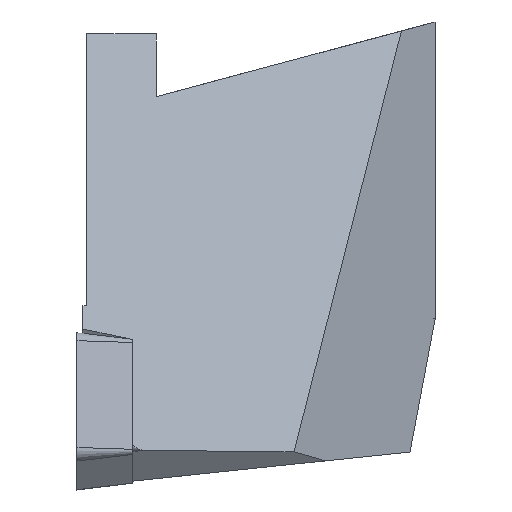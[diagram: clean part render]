
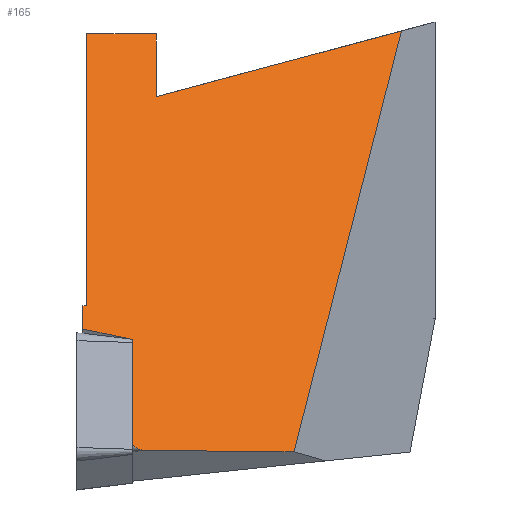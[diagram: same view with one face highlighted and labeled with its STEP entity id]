
A CAD part, left-side view. The second image highlights one B-rep face of the part: STEP entity #165.
In plain terms, the highlighted planar face has unit normal (-0.908, -0.342, 0.243).
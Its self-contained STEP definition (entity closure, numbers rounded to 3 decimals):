
#134=ELLIPSE('',#891,1.462,0.5);
#165=ADVANCED_FACE('',(#234),#206,.F.);
#206=PLANE('',#895);
#234=FACE_OUTER_BOUND('',#265,.T.);
#265=EDGE_LOOP('',(#344,#345,#346,#347,#348,#349,#350,#351,#352,#353,#354));
#344=ORIENTED_EDGE('',*,*,#603,.F.);
#345=ORIENTED_EDGE('',*,*,#580,.T.);
#346=ORIENTED_EDGE('',*,*,#596,.T.);
#347=ORIENTED_EDGE('',*,*,#602,.F.);
#348=ORIENTED_EDGE('',*,*,#604,.T.);
#349=ORIENTED_EDGE('',*,*,#605,.F.);
#350=ORIENTED_EDGE('',*,*,#606,.F.);
#351=ORIENTED_EDGE('',*,*,#607,.F.);
#352=ORIENTED_EDGE('',*,*,#608,.F.);
#353=ORIENTED_EDGE('',*,*,#609,.F.);
#354=ORIENTED_EDGE('',*,*,#590,.F.);
#508=VERTEX_POINT('',#1195);
#511=VERTEX_POINT('',#1200);
#521=VERTEX_POINT('',#1222);
#522=VERTEX_POINT('',#1224);
#525=VERTEX_POINT('',#1233);
#528=VERTEX_POINT('',#1244);
#529=VERTEX_POINT('',#1249);
#530=VERTEX_POINT('',#1251);
#531=VERTEX_POINT('',#1253);
#532=VERTEX_POINT('',#1255);
#533=VERTEX_POINT('',#1257);
#580=EDGE_CURVE('',#508,#511,#678,.T.);
#590=EDGE_CURVE('',#521,#522,#688,.T.);
#596=EDGE_CURVE('',#511,#525,#134,.T.);
#602=EDGE_CURVE('',#528,#525,#696,.T.);
#603=EDGE_CURVE('',#508,#521,#697,.T.);
#604=EDGE_CURVE('',#528,#529,#698,.T.);
#605=EDGE_CURVE('',#530,#529,#699,.T.);
#606=EDGE_CURVE('',#531,#530,#700,.T.);
#607=EDGE_CURVE('',#532,#531,#701,.T.);
#608=EDGE_CURVE('',#533,#532,#702,.T.);
#609=EDGE_CURVE('',#522,#533,#703,.T.);
#678=LINE('',#1201,#750);
#688=LINE('',#1223,#760);
#696=LINE('',#1245,#768);
#697=LINE('',#1247,#769);
#698=LINE('',#1248,#770);
#699=LINE('',#1250,#771);
#700=LINE('',#1252,#772);
#701=LINE('',#1254,#773);
#702=LINE('',#1256,#774);
#703=LINE('',#1258,#775);
#750=VECTOR('',#970,1.);
#760=VECTOR('',#984,1.);
#768=VECTOR('',#1006,1.);
#769=VECTOR('',#1009,1.);
#770=VECTOR('',#1010,1.);
#771=VECTOR('',#1011,1.);
#772=VECTOR('',#1012,1.);
#773=VECTOR('',#1013,1.);
#774=VECTOR('',#1014,1.);
#775=VECTOR('',#1015,1.);
#891=AXIS2_PLACEMENT_3D('',#1234,#995,#996);
#895=AXIS2_PLACEMENT_3D('',#1259,#1016,#1017);
#970=DIRECTION('',(-0.259,0.,-0.966));
#984=DIRECTION('',(0.259,0.,0.966));
#995=DIRECTION('',(-0.908,-0.342,0.243));
#996=DIRECTION('',(0.33,-0.94,-0.089));
#1006=DIRECTION('',(-0.35,0.937,0.009));
#1009=DIRECTION('',(-0.299,0.933,0.199));
#1010=DIRECTION('',(0.333,-0.233,0.914));
#1011=DIRECTION('',(0.398,-0.886,0.237));
#1012=DIRECTION('',(-0.259,0.,-0.966));
#1013=DIRECTION('',(0.353,-0.936,0.));
#1014=DIRECTION('',(0.259,0.,0.966));
#1015=DIRECTION('',(0.353,-0.936,0.));
#1016=DIRECTION('',(0.908,0.342,-0.243));
#1017=DIRECTION('',(0.353,-0.936,0.));
#1195=CARTESIAN_POINT('',(-24.564,-3.27,-17.43));
#1200=CARTESIAN_POINT('',(-26.566,-3.27,-24.902));
#1201=CARTESIAN_POINT('',(-24.565,-3.27,-17.433));
#1222=CARTESIAN_POINT('',(-25.699,0.28,-16.675));
#1223=CARTESIAN_POINT('',(-30.258,0.28,-33.689));
#1224=CARTESIAN_POINT('',(-25.251,0.28,-15.002));
#1233=CARTESIAN_POINT('',(-26.43,-3.98,-25.392));
#1234=CARTESIAN_POINT('',(-26.083,-4.644,-25.031));
#1244=CARTESIAN_POINT('',(-22.35,-14.882,-25.497));
#1245=CARTESIAN_POINT('',(-26.696,-3.27,-25.385));
#1247=CARTESIAN_POINT('',(-24.672,-2.932,-17.358));
#1248=CARTESIAN_POINT('',(-21.763,-15.293,-23.884));
#1249=CARTESIAN_POINT('',(-11.355,-22.581,4.711));
#1250=CARTESIAN_POINT('',(-24.455,6.62,-3.114));
#1251=CARTESIAN_POINT('',(-19.242,-5.,0.));
#1252=CARTESIAN_POINT('',(-24.652,-5.,-20.19));
#1253=CARTESIAN_POINT('',(-18.035,-5.,4.503));
#1254=CARTESIAN_POINT('',(-28.226,22.045,4.503));
#1255=CARTESIAN_POINT('',(-19.919,0.,4.503));
#1256=CARTESIAN_POINT('',(-26.409,0.,-19.719));
#1257=CARTESIAN_POINT('',(-25.146,0.,-15.002));
#1258=CARTESIAN_POINT('',(-34.452,24.699,-15.002));
#1259=CARTESIAN_POINT('',(-25.143,-3.27,-19.589));
